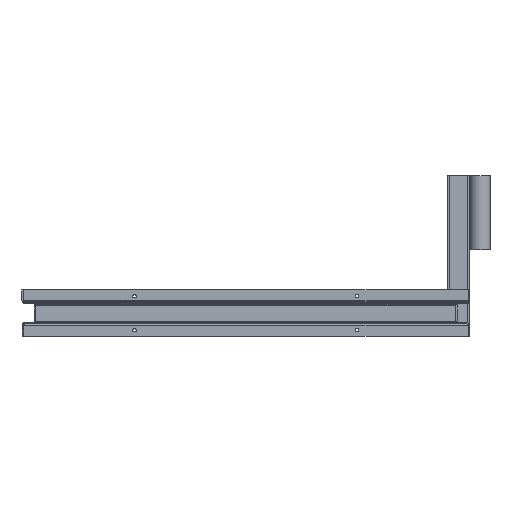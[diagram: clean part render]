
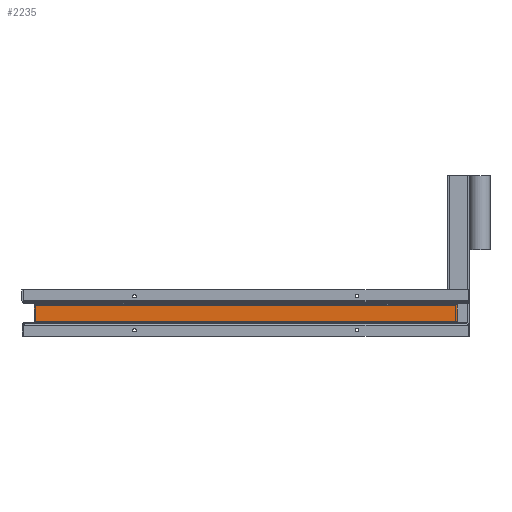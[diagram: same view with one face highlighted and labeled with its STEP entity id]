
A CAD part, left-side view. The second image highlights one B-rep face of the part: STEP entity #2235.
In plain terms, the highlighted face is planar.
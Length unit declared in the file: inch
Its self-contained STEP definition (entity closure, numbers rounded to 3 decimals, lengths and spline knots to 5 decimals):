
#301=FACE_OUTER_BOUND('',#433,.T.);
#433=EDGE_LOOP('',(#1635,#1636,#1637,#1638));
#637=LINE('',#3602,#851);
#638=LINE('',#3604,#852);
#639=LINE('',#3606,#853);
#640=LINE('',#3607,#854);
#851=VECTOR('',#2901,39.37008);
#852=VECTOR('',#2902,39.37008);
#853=VECTOR('',#2903,39.37008);
#854=VECTOR('',#2904,39.37008);
#1057=VERTEX_POINT('',#3600);
#1058=VERTEX_POINT('',#3601);
#1059=VERTEX_POINT('',#3603);
#1060=VERTEX_POINT('',#3605);
#1283=EDGE_CURVE('',#1057,#1058,#637,.T.);
#1284=EDGE_CURVE('',#1058,#1059,#638,.T.);
#1285=EDGE_CURVE('',#1060,#1059,#639,.T.);
#1286=EDGE_CURVE('',#1060,#1057,#640,.T.);
#1635=ORIENTED_EDGE('',*,*,#1283,.T.);
#1636=ORIENTED_EDGE('',*,*,#1284,.T.);
#1637=ORIENTED_EDGE('',*,*,#1285,.F.);
#1638=ORIENTED_EDGE('',*,*,#1286,.T.);
#2147=PLANE('',#2560);
#2235=ADVANCED_FACE('',(#301),#2147,.T.);
#2560=AXIS2_PLACEMENT_3D('',#3599,#2899,#2900);
#2899=DIRECTION('center_axis',(1.,0.,0.));
#2900=DIRECTION('ref_axis',(0.,0.,-1.));
#2901=DIRECTION('',(0.,0.,-1.));
#2902=DIRECTION('',(0.,1.,0.));
#2903=DIRECTION('',(0.,0.,-1.));
#2904=DIRECTION('',(0.,-1.,0.));
#3599=CARTESIAN_POINT('Origin',(0.1024,-36.,-18.62995));
#3600=CARTESIAN_POINT('',(0.1024,-35.1024,-17.95935));
#3601=CARTESIAN_POINT('',(0.1024,-35.1024,-19.30055));
#3602=CARTESIAN_POINT('',(0.1024,-35.1024,-18.62995));
#3603=CARTESIAN_POINT('',(0.1024,-0.8976,-19.30055));
#3604=CARTESIAN_POINT('',(0.1024,-0.8976,-19.30055));
#3605=CARTESIAN_POINT('',(0.1024,-0.8976,-17.95935));
#3606=CARTESIAN_POINT('',(0.1024,-0.8976,-18.62995));
#3607=CARTESIAN_POINT('',(0.1024,-36.,-17.95935));
